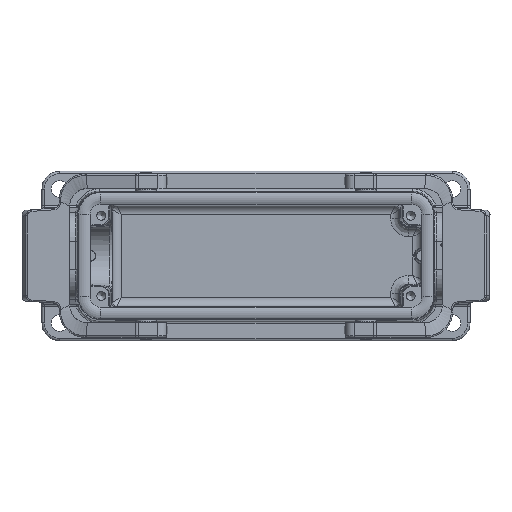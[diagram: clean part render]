
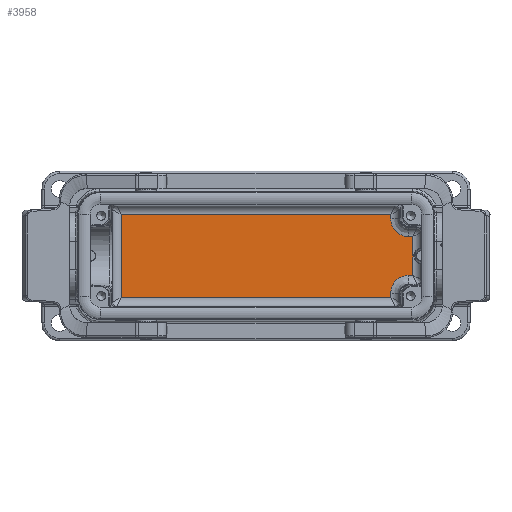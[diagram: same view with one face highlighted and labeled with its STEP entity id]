
A CAD part, top view. The second image highlights one B-rep face of the part: STEP entity #3958.
In plain terms, the highlighted planar face has unit normal (0, 0, 1).
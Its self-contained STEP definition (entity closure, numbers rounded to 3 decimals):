
#3958=ADVANCED_FACE('',(#5020),#4706,.F.);
#4706=PLANE('',#16200);
#5020=FACE_OUTER_BOUND('',#5741,.T.);
#5741=EDGE_LOOP('',(#7370,#7371,#7372,#7373,#7374,#7375,#7376,#7377,#7378,
#7379));
#6588=ELLIPSE('',#16198,6.003,6.);
#6589=ELLIPSE('',#16199,6.003,6.);
#7370=ORIENTED_EDGE('',*,*,#12212,.T.);
#7371=ORIENTED_EDGE('',*,*,#12213,.T.);
#7372=ORIENTED_EDGE('',*,*,#12214,.T.);
#7373=ORIENTED_EDGE('',*,*,#12215,.T.);
#7374=ORIENTED_EDGE('',*,*,#12216,.T.);
#7375=ORIENTED_EDGE('',*,*,#12217,.T.);
#7376=ORIENTED_EDGE('',*,*,#12218,.T.);
#7377=ORIENTED_EDGE('',*,*,#12219,.T.);
#7378=ORIENTED_EDGE('',*,*,#12220,.T.);
#7379=ORIENTED_EDGE('',*,*,#12221,.T.);
#10974=VERTEX_POINT('',#22663);
#10975=VERTEX_POINT('',#22664);
#10976=VERTEX_POINT('',#22666);
#10977=VERTEX_POINT('',#22668);
#10978=VERTEX_POINT('',#22670);
#10979=VERTEX_POINT('',#22672);
#10980=VERTEX_POINT('',#22674);
#10981=VERTEX_POINT('',#22676);
#10982=VERTEX_POINT('',#22678);
#10983=VERTEX_POINT('',#22680);
#12212=EDGE_CURVE('',#10974,#10975,#13910,.T.);
#12213=EDGE_CURVE('',#10975,#10976,#13911,.T.);
#12214=EDGE_CURVE('',#10976,#10977,#6588,.T.);
#12215=EDGE_CURVE('',#10977,#10978,#13912,.T.);
#12216=EDGE_CURVE('',#10978,#10979,#13913,.T.);
#12217=EDGE_CURVE('',#10979,#10980,#13914,.T.);
#12218=EDGE_CURVE('',#10980,#10981,#13915,.T.);
#12219=EDGE_CURVE('',#10981,#10982,#13916,.T.);
#12220=EDGE_CURVE('',#10982,#10983,#6589,.T.);
#12221=EDGE_CURVE('',#10983,#10974,#13917,.T.);
#13910=LINE('',#22662,#14862);
#13911=LINE('',#22665,#14863);
#13912=LINE('',#22669,#14864);
#13913=LINE('',#22671,#14865);
#13914=LINE('',#22673,#14866);
#13915=LINE('',#22675,#14867);
#13916=LINE('',#22677,#14868);
#13917=LINE('',#22681,#14869);
#14862=VECTOR('',#17974,1.);
#14863=VECTOR('',#17975,1.);
#14864=VECTOR('',#17978,1.);
#14865=VECTOR('',#17979,1.);
#14866=VECTOR('',#17980,1.);
#14867=VECTOR('',#17981,1.);
#14868=VECTOR('',#17982,1.);
#14869=VECTOR('',#17985,1.);
#16198=AXIS2_PLACEMENT_3D('',#22667,#17976,#17977);
#16199=AXIS2_PLACEMENT_3D('',#22679,#17983,#17984);
#16200=AXIS2_PLACEMENT_3D('',#22682,#17986,#17987);
#17974=DIRECTION('',(0.,1.,0.));
#17975=DIRECTION('',(-1.,0.,0.));
#17976=DIRECTION('',(0.,0.,-1.));
#17977=DIRECTION('',(0.832,0.555,0.));
#17978=DIRECTION('',(0.,1.,0.));
#17979=DIRECTION('',(-1.,0.,0.));
#17980=DIRECTION('',(0.,-1.,0.));
#17981=DIRECTION('',(1.,0.,0.));
#17982=DIRECTION('',(0.,1.,0.));
#17983=DIRECTION('',(0.,0.,-1.));
#17984=DIRECTION('',(-0.832,0.555,0.));
#17985=DIRECTION('',(1.,0.,0.));
#17986=DIRECTION('',(0.,0.,-1.));
#17987=DIRECTION('',(-1.,0.,0.));
#22662=CARTESIAN_POINT('',(52.699,0.,-40.25));
#22663=CARTESIAN_POINT('',(52.699,-6.499,-40.25));
#22664=CARTESIAN_POINT('',(52.699,6.499,-40.25));
#22665=CARTESIAN_POINT('',(-55.647,6.499,-40.25));
#22666=CARTESIAN_POINT('',(51.323,6.499,-40.25));
#22667=CARTESIAN_POINT('',(51.326,12.5,-40.25));
#22668=CARTESIAN_POINT('',(45.323,12.498,-40.25));
#22669=CARTESIAN_POINT('',(45.323,17.75,-40.25));
#22670=CARTESIAN_POINT('',(45.323,13.966,-40.25));
#22671=CARTESIAN_POINT('',(-46.746,13.966,-40.25));
#22672=CARTESIAN_POINT('',(-45.323,13.966,-40.25));
#22673=CARTESIAN_POINT('',(-45.323,17.75,-40.25));
#22674=CARTESIAN_POINT('',(-45.323,-13.966,-40.25));
#22675=CARTESIAN_POINT('',(46.746,-13.966,-40.25));
#22676=CARTESIAN_POINT('',(45.323,-13.966,-40.25));
#22677=CARTESIAN_POINT('',(45.323,17.75,-40.25));
#22678=CARTESIAN_POINT('',(45.323,-12.498,-40.25));
#22679=CARTESIAN_POINT('',(51.326,-12.5,-40.25));
#22680=CARTESIAN_POINT('',(51.323,-6.499,-40.25));
#22681=CARTESIAN_POINT('',(-55.647,-6.499,-40.25));
#22682=CARTESIAN_POINT('',(-55.647,17.75,-40.25));
